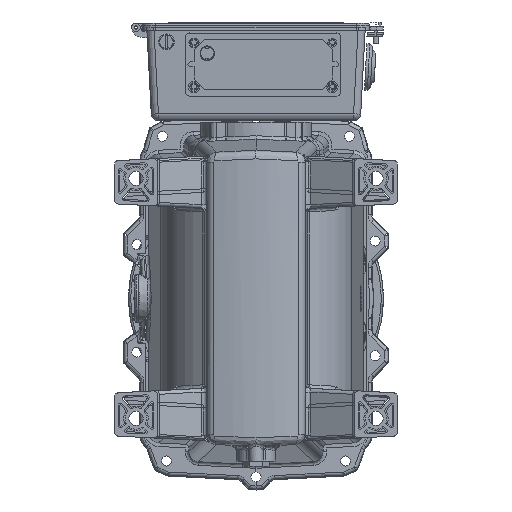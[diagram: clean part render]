
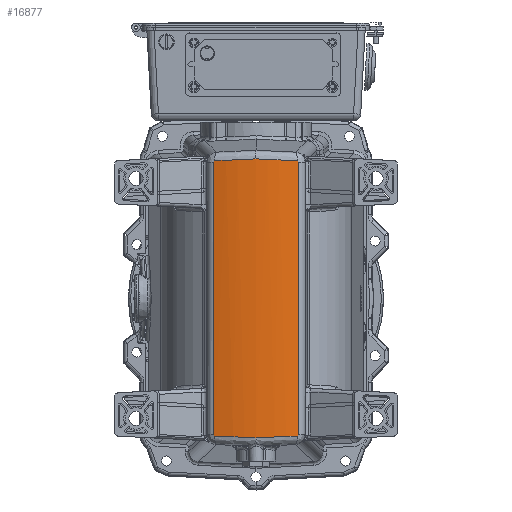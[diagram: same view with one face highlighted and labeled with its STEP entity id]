
A CAD part, front view. The second image highlights one B-rep face of the part: STEP entity #16877.
In plain terms, the highlighted cylindrical face has radius 240 mm (diameter 480 mm), a partial arc.
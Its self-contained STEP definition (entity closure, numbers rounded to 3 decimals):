
#1845=CARTESIAN_POINT('',(57.423,16.971,192.171));
#1846=CARTESIAN_POINT('',(51.203,15.438,192.405));
#1847=CARTESIAN_POINT('',(38.617,12.865,192.904));
#1848=CARTESIAN_POINT('',(19.394,10.523,193.746));
#1849=CARTESIAN_POINT('',(6.471,10.,194.364));
#1850=CARTESIAN_POINT('',(0.,10.,
194.687));
#1852=CARTESIAN_POINT('',(59.441,17.477,190.2));
#1853=CARTESIAN_POINT('',(59.441,17.477,190.371));
#1854=CARTESIAN_POINT('',(59.397,17.466,190.7));
#1855=CARTESIAN_POINT('',(59.195,17.415,191.175));
#1856=CARTESIAN_POINT('',(58.873,17.333,191.583));
#1857=CARTESIAN_POINT('',(58.452,17.227,191.901));
#1858=CARTESIAN_POINT('',(57.954,17.102,192.109));
#1859=CARTESIAN_POINT('',(57.604,17.016,192.164));
#1860=CARTESIAN_POINT('',(57.423,16.971,192.171));
#1862=DIRECTION('',(0.,0.,1.));
#1863=VECTOR('',#1862,380.401);
#1864=CARTESIAN_POINT('',(59.441,17.477,-190.2));
#1865=LINE('',#1864,#1863);
#1866=CARTESIAN_POINT('',(57.423,16.971,-192.171));
#1867=CARTESIAN_POINT('',(57.604,17.016,-192.164));
#1868=CARTESIAN_POINT('',(57.954,17.102,-192.109));
#1869=CARTESIAN_POINT('',(58.452,17.227,-191.901));
#1870=CARTESIAN_POINT('',(58.873,17.333,-191.583));
#1871=CARTESIAN_POINT('',(59.195,17.415,-191.175));
#1872=CARTESIAN_POINT('',(59.397,17.466,-190.7));
#1873=CARTESIAN_POINT('',(59.441,17.477,-190.371));
#1874=CARTESIAN_POINT('',(59.441,17.477,-190.2));
#1876=CARTESIAN_POINT('',(0.,10.,
-194.687));
#1877=CARTESIAN_POINT('',(6.471,10.,-194.364));
#1878=CARTESIAN_POINT('',(19.394,10.523,-193.746));
#1879=CARTESIAN_POINT('',(38.617,12.865,-192.904));
#1880=CARTESIAN_POINT('',(51.203,15.438,-192.405));
#1881=CARTESIAN_POINT('',(57.423,16.971,-192.171));
#1883=CARTESIAN_POINT('',(-57.423,16.971,
-192.171));
#1884=CARTESIAN_POINT('',(-51.203,15.438,
-192.405));
#1885=CARTESIAN_POINT('',(-38.617,12.865,
-192.904));
#1886=CARTESIAN_POINT('',(-19.394,10.523,
-193.746));
#1887=CARTESIAN_POINT('',(-6.471,10.,
-194.364));
#1888=CARTESIAN_POINT('',(0.,10.,
-194.687));
#1890=CARTESIAN_POINT('',(-59.441,17.477,
-190.2));
#1891=CARTESIAN_POINT('',(-59.441,17.477,
-190.371));
#1892=CARTESIAN_POINT('',(-59.397,17.466,
-190.7));
#1893=CARTESIAN_POINT('',(-59.195,17.415,
-191.175));
#1894=CARTESIAN_POINT('',(-58.873,17.333,
-191.583));
#1895=CARTESIAN_POINT('',(-58.452,17.227,
-191.901));
#1896=CARTESIAN_POINT('',(-57.954,17.102,
-192.109));
#1897=CARTESIAN_POINT('',(-57.604,17.016,
-192.164));
#1898=CARTESIAN_POINT('',(-57.423,16.971,
-192.171));
#1900=DIRECTION('',(0.,0.,-1.));
#1901=VECTOR('',#1900,380.401);
#1902=CARTESIAN_POINT('',(-59.441,17.477,190.2));
#1903=LINE('',#1902,#1901);
#1904=CARTESIAN_POINT('',(-57.423,16.971,192.171));
#1905=CARTESIAN_POINT('',(-57.604,17.016,192.164));
#1906=CARTESIAN_POINT('',(-57.954,17.102,192.109));
#1907=CARTESIAN_POINT('',(-58.452,17.227,191.901));
#1908=CARTESIAN_POINT('',(-58.873,17.333,191.583));
#1909=CARTESIAN_POINT('',(-59.195,17.415,191.175));
#1910=CARTESIAN_POINT('',(-59.397,17.466,190.7));
#1911=CARTESIAN_POINT('',(-59.441,17.477,190.371));
#1912=CARTESIAN_POINT('',(-59.441,17.477,190.2));
#1914=CARTESIAN_POINT('',(0.,10.,
194.687));
#1915=CARTESIAN_POINT('',(-6.471,10.,194.364));
#1916=CARTESIAN_POINT('',(-19.394,10.523,193.746));
#1917=CARTESIAN_POINT('',(-38.617,12.865,192.904));
#1918=CARTESIAN_POINT('',(-51.203,15.438,192.405));
#1919=CARTESIAN_POINT('',(-57.423,16.971,192.171));
#13119=VERTEX_POINT('',#1845);
#13120=VERTEX_POINT('',#1850);
#13121=VERTEX_POINT('',#1852);
#13123=CARTESIAN_POINT('',(59.441,17.477,
-190.2));
#13124=VERTEX_POINT('',#13123);
#13127=VERTEX_POINT('',#1866);
#13129=VERTEX_POINT('',#1876);
#13130=VERTEX_POINT('',#1919);
#13132=VERTEX_POINT('',#1912);
#13134=CARTESIAN_POINT('',(-59.441,17.477,
-190.2));
#13135=VERTEX_POINT('',#13134);
#13138=VERTEX_POINT('',#1898);
#16850=CARTESIAN_POINT('',(0.,250.,-200.5));
#16851=DIRECTION('',(0.,0.,1.));
#16852=DIRECTION('',(1.,0.,0.));
#16853=AXIS2_PLACEMENT_3D('',#16850,#16851,#16852);
#16854=CYLINDRICAL_SURFACE('',#16853,240.);
#16856=ORIENTED_EDGE('',*,*,#16855,.F.);
#16858=ORIENTED_EDGE('',*,*,#16857,.F.);
#16860=ORIENTED_EDGE('',*,*,#16859,.F.);
#16862=ORIENTED_EDGE('',*,*,#16861,.F.);
#16864=ORIENTED_EDGE('',*,*,#16863,.F.);
#16866=ORIENTED_EDGE('',*,*,#16865,.F.);
#16868=ORIENTED_EDGE('',*,*,#16867,.F.);
#16870=ORIENTED_EDGE('',*,*,#16869,.F.);
#16872=ORIENTED_EDGE('',*,*,#16871,.F.);
#16874=ORIENTED_EDGE('',*,*,#16873,.F.);
#16875=EDGE_LOOP('',(#16856,#16858,#16860,#16862,#16864,#16866,#16868,#16870,
#16872,#16874));
#16876=FACE_OUTER_BOUND('',#16875,.F.);
#16877=ADVANCED_FACE('',(#16876),#16854,.T.);
#1851=B_SPLINE_CURVE_WITH_KNOTS('',3,(#1845,#1846,#1847,#1848,#1849,#1850),
.UNSPECIFIED.,.F.,.F.,(4,1,1,4),(0.,0.333,0.667,1.),
.UNSPECIFIED.);
#1861=B_SPLINE_CURVE_WITH_KNOTS('',3,(#1852,#1853,#1854,#1855,#1856,#1857,#1858,
#1859,#1860),.UNSPECIFIED.,.F.,.F.,(4,1,1,1,1,1,4),(0.,0.167,
0.333,0.5,0.667,0.833,1.),
.UNSPECIFIED.);
#1875=B_SPLINE_CURVE_WITH_KNOTS('',3,(#1866,#1867,#1868,#1869,#1870,#1871,#1872,
#1873,#1874),.UNSPECIFIED.,.F.,.F.,(4,1,1,1,1,1,4),(0.,0.167,
0.333,0.5,0.667,0.833,1.),
.UNSPECIFIED.);
#1882=B_SPLINE_CURVE_WITH_KNOTS('',3,(#1876,#1877,#1878,#1879,#1880,#1881),
.UNSPECIFIED.,.F.,.F.,(4,1,1,4),(0.,0.333,0.667,1.),
.UNSPECIFIED.);
#1889=B_SPLINE_CURVE_WITH_KNOTS('',3,(#1883,#1884,#1885,#1886,#1887,#1888),
.UNSPECIFIED.,.F.,.F.,(4,1,1,4),(0.,0.333,0.667,1.),
.UNSPECIFIED.);
#1899=B_SPLINE_CURVE_WITH_KNOTS('',3,(#1890,#1891,#1892,#1893,#1894,#1895,#1896,
#1897,#1898),.UNSPECIFIED.,.F.,.F.,(4,1,1,1,1,1,4),(0.,0.167,
0.333,0.5,0.667,0.833,1.),
.UNSPECIFIED.);
#1913=B_SPLINE_CURVE_WITH_KNOTS('',3,(#1904,#1905,#1906,#1907,#1908,#1909,#1910,
#1911,#1912),.UNSPECIFIED.,.F.,.F.,(4,1,1,1,1,1,4),(0.,0.167,
0.333,0.5,0.667,0.833,1.),
.UNSPECIFIED.);
#1920=B_SPLINE_CURVE_WITH_KNOTS('',3,(#1914,#1915,#1916,#1917,#1918,#1919),
.UNSPECIFIED.,.F.,.F.,(4,1,1,4),(0.,0.333,0.667,1.),
.UNSPECIFIED.);
#16855=EDGE_CURVE('',#13119,#13120,#1851,.T.);
#16857=EDGE_CURVE('',#13121,#13119,#1861,.T.);
#16859=EDGE_CURVE('',#13124,#13121,#1865,.T.);
#16861=EDGE_CURVE('',#13127,#13124,#1875,.T.);
#16863=EDGE_CURVE('',#13129,#13127,#1882,.T.);
#16865=EDGE_CURVE('',#13138,#13129,#1889,.T.);
#16867=EDGE_CURVE('',#13135,#13138,#1899,.T.);
#16869=EDGE_CURVE('',#13132,#13135,#1903,.T.);
#16871=EDGE_CURVE('',#13130,#13132,#1913,.T.);
#16873=EDGE_CURVE('',#13120,#13130,#1920,.T.);
